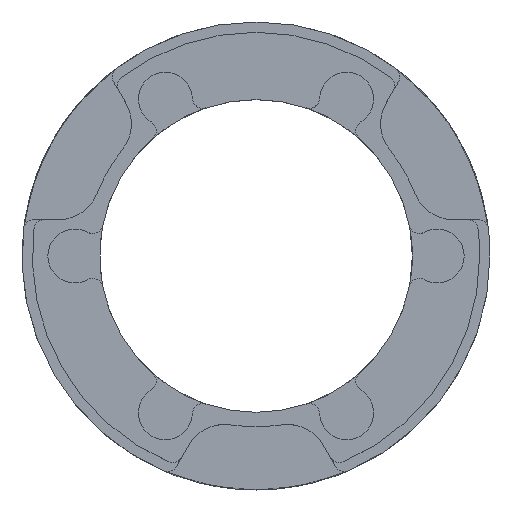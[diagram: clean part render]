
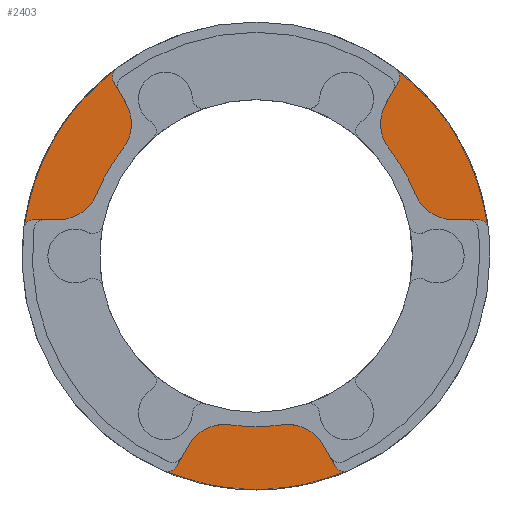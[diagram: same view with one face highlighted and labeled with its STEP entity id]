
A CAD part, top view. The second image highlights one B-rep face of the part: STEP entity #2403.
In plain terms, the highlighted planar face has unit normal (0, 0, -1).
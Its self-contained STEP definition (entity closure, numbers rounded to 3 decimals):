
#2244 = VERTEX_POINT('',#2245);
#2245 = CARTESIAN_POINT('',(15.1,0.,0.));
#2251 = EDGE_CURVE('',#2244,#2244,#2252,.T.);
#2252 = CIRCLE('',#2253,15.1);
#2253 = AXIS2_PLACEMENT_3D('',#2254,#2255,#2256);
#2254 = CARTESIAN_POINT('',(0.,0.,0.));
#2255 = DIRECTION('',(0.,0.,-1.));
#2256 = DIRECTION('',(1.,0.,0.));
#2372 = VERTEX_POINT('',#2373);
#2373 = CARTESIAN_POINT('',(22.6,0.,0.));
#2379 = EDGE_CURVE('',#2372,#2372,#2380,.T.);
#2380 = CIRCLE('',#2381,22.6);
#2381 = AXIS2_PLACEMENT_3D('',#2382,#2383,#2384);
#2382 = CARTESIAN_POINT('',(0.,0.,0.));
#2383 = DIRECTION('',(0.,0.,-1.));
#2384 = DIRECTION('',(1.,0.,0.));
#2403 = ADVANCED_FACE('',(#2404,#2407),#2410,.T.);
#2404 = FACE_BOUND('',#2405,.T.);
#2405 = EDGE_LOOP('',(#2406));
#2406 = ORIENTED_EDGE('',*,*,#2379,.T.);
#2407 = FACE_BOUND('',#2408,.T.);
#2408 = EDGE_LOOP('',(#2409));
#2409 = ORIENTED_EDGE('',*,*,#2251,.F.);
#2410 = PLANE('',#2411);
#2411 = AXIS2_PLACEMENT_3D('',#2412,#2413,#2414);
#2412 = CARTESIAN_POINT('',(0.,0.,0.));
#2413 = DIRECTION('',(0.,0.,-1.));
#2414 = DIRECTION('',(1.,0.,0.));
